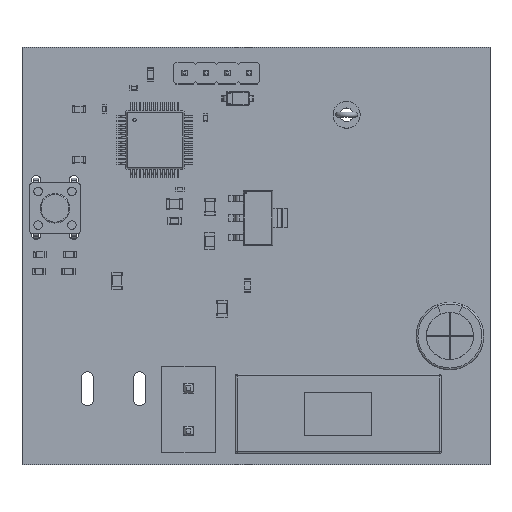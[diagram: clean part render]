
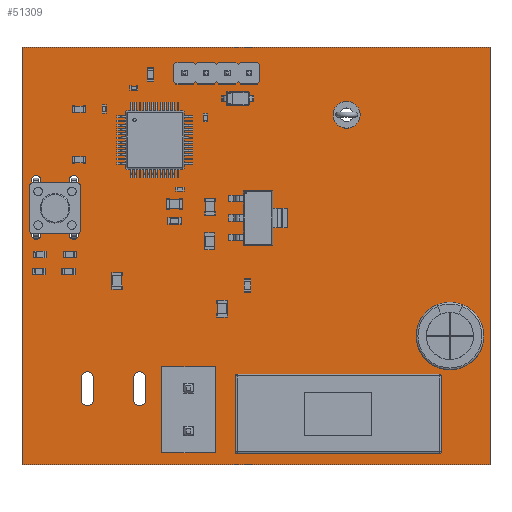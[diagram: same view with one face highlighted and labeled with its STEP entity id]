
A CAD part, top view. The second image highlights one B-rep face of the part: STEP entity #51309.
In plain terms, the highlighted planar face has unit normal (0, 0, 1).
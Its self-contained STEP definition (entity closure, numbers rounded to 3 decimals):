
#50960 = VERTEX_POINT('',#50961);
#50961 = CARTESIAN_POINT('',(20.5,200.,1.41));
#50967 = EDGE_CURVE('',#50960,#50968,#50970,.T.);
#50968 = VERTEX_POINT('',#50969);
#50969 = CARTESIAN_POINT('',(-35.,200.,1.41));
#50970 = LINE('',#50971,#50972);
#50971 = CARTESIAN_POINT('',(20.5,200.,1.41));
#50972 = VECTOR('',#50973,1.);
#50973 = DIRECTION('',(-1.,0.,0.));
#51000 = VERTEX_POINT('',#51001);
#51001 = CARTESIAN_POINT('',(20.5,249.5,1.41));
#51007 = EDGE_CURVE('',#51000,#50960,#51008,.T.);
#51008 = LINE('',#51009,#51010);
#51009 = CARTESIAN_POINT('',(20.5,249.5,1.41));
#51010 = VECTOR('',#51011,1.);
#51011 = DIRECTION('',(0.,-1.,0.));
#51029 = EDGE_CURVE('',#50968,#51030,#51032,.T.);
#51030 = VERTEX_POINT('',#51031);
#51031 = CARTESIAN_POINT('',(-35.,249.5,1.41));
#51032 = LINE('',#51033,#51034);
#51033 = CARTESIAN_POINT('',(-35.,200.,1.41));
#51034 = VECTOR('',#51035,1.);
#51035 = DIRECTION('',(0.,1.,0.));
#51309 = ADVANCED_FACE('',(#51310,#51321,#51357,#51368,#51404,#51415,
    #51426,#51437,#51448,#51459,#51470,#51481,#51492,#51503,#51514,
    #51525,#51536,#51547),#51558,.T.);
#51310 = FACE_BOUND('',#51311,.T.);
#51311 = EDGE_LOOP('',(#51312,#51313,#51314,#51320));
#51312 = ORIENTED_EDGE('',*,*,#50967,.F.);
#51313 = ORIENTED_EDGE('',*,*,#51007,.F.);
#51314 = ORIENTED_EDGE('',*,*,#51315,.F.);
#51315 = EDGE_CURVE('',#51030,#51000,#51316,.T.);
#51316 = LINE('',#51317,#51318);
#51317 = CARTESIAN_POINT('',(-35.,249.5,1.41));
#51318 = VECTOR('',#51319,1.);
#51319 = DIRECTION('',(1.,0.,0.));
#51320 = ORIENTED_EDGE('',*,*,#51029,.F.);
#51321 = FACE_BOUND('',#51322,.T.);
#51322 = EDGE_LOOP('',(#51323,#51334,#51342,#51351));
#51323 = ORIENTED_EDGE('',*,*,#51324,.T.);
#51324 = EDGE_CURVE('',#51325,#51327,#51329,.T.);
#51325 = VERTEX_POINT('',#51326);
#51326 = CARTESIAN_POINT('',(-26.5,207.74,1.41));
#51327 = VERTEX_POINT('',#51328);
#51328 = CARTESIAN_POINT('',(-28.,207.74,1.41));
#51329 = CIRCLE('',#51330,0.75);
#51330 = AXIS2_PLACEMENT_3D('',#51331,#51332,#51333);
#51331 = CARTESIAN_POINT('',(-27.25,207.74,1.41));
#51332 = DIRECTION('',(-0.,0.,-1.));
#51333 = DIRECTION('',(-1.,0.,0.));
#51334 = ORIENTED_EDGE('',*,*,#51335,.T.);
#51335 = EDGE_CURVE('',#51327,#51336,#51338,.T.);
#51336 = VERTEX_POINT('',#51337);
#51337 = CARTESIAN_POINT('',(-28.,210.26,1.41));
#51338 = LINE('',#51339,#51340);
#51339 = CARTESIAN_POINT('',(-28.,105.13,1.41));
#51340 = VECTOR('',#51341,1.);
#51341 = DIRECTION('',(-0.,1.,0.));
#51342 = ORIENTED_EDGE('',*,*,#51343,.T.);
#51343 = EDGE_CURVE('',#51336,#51344,#51346,.T.);
#51344 = VERTEX_POINT('',#51345);
#51345 = CARTESIAN_POINT('',(-26.5,210.26,1.41));
#51346 = CIRCLE('',#51347,0.75);
#51347 = AXIS2_PLACEMENT_3D('',#51348,#51349,#51350);
#51348 = CARTESIAN_POINT('',(-27.25,210.26,1.41));
#51349 = DIRECTION('',(0.,-0.,-1.));
#51350 = DIRECTION('',(1.,0.,-0.));
#51351 = ORIENTED_EDGE('',*,*,#51352,.T.);
#51352 = EDGE_CURVE('',#51344,#51325,#51353,.T.);
#51353 = LINE('',#51354,#51355);
#51354 = CARTESIAN_POINT('',(-26.5,103.87,1.41));
#51355 = VECTOR('',#51356,1.);
#51356 = DIRECTION('',(0.,-1.,0.));
#51357 = FACE_BOUND('',#51358,.T.);
#51358 = EDGE_LOOP('',(#51359));
#51359 = ORIENTED_EDGE('',*,*,#51360,.T.);
#51360 = EDGE_CURVE('',#51361,#51361,#51363,.T.);
#51361 = VERTEX_POINT('',#51362);
#51362 = CARTESIAN_POINT('',(-15.25,203.09,1.41));
#51363 = CIRCLE('',#51364,0.875);
#51364 = AXIS2_PLACEMENT_3D('',#51365,#51366,#51367);
#51365 = CARTESIAN_POINT('',(-15.25,203.965,1.41));
#51366 = DIRECTION('',(-0.,0.,-1.));
#51367 = DIRECTION('',(-0.,-1.,0.));
#51368 = FACE_BOUND('',#51369,.T.);
#51369 = EDGE_LOOP('',(#51370,#51381,#51389,#51398));
#51370 = ORIENTED_EDGE('',*,*,#51371,.T.);
#51371 = EDGE_CURVE('',#51372,#51374,#51376,.T.);
#51372 = VERTEX_POINT('',#51373);
#51373 = CARTESIAN_POINT('',(-20.3,207.74,1.41));
#51374 = VERTEX_POINT('',#51375);
#51375 = CARTESIAN_POINT('',(-21.8,207.74,1.41));
#51376 = CIRCLE('',#51377,0.75);
#51377 = AXIS2_PLACEMENT_3D('',#51378,#51379,#51380);
#51378 = CARTESIAN_POINT('',(-21.05,207.74,1.41));
#51379 = DIRECTION('',(-0.,0.,-1.));
#51380 = DIRECTION('',(-1.,0.,0.));
#51381 = ORIENTED_EDGE('',*,*,#51382,.T.);
#51382 = EDGE_CURVE('',#51374,#51383,#51385,.T.);
#51383 = VERTEX_POINT('',#51384);
#51384 = CARTESIAN_POINT('',(-21.8,210.26,1.41));
#51385 = LINE('',#51386,#51387);
#51386 = CARTESIAN_POINT('',(-21.8,105.13,1.41));
#51387 = VECTOR('',#51388,1.);
#51388 = DIRECTION('',(-0.,1.,0.));
#51389 = ORIENTED_EDGE('',*,*,#51390,.T.);
#51390 = EDGE_CURVE('',#51383,#51391,#51393,.T.);
#51391 = VERTEX_POINT('',#51392);
#51392 = CARTESIAN_POINT('',(-20.3,210.26,1.41));
#51393 = CIRCLE('',#51394,0.75);
#51394 = AXIS2_PLACEMENT_3D('',#51395,#51396,#51397);
#51395 = CARTESIAN_POINT('',(-21.05,210.26,1.41));
#51396 = DIRECTION('',(0.,-0.,-1.));
#51397 = DIRECTION('',(1.,0.,-0.));
#51398 = ORIENTED_EDGE('',*,*,#51399,.T.);
#51399 = EDGE_CURVE('',#51391,#51372,#51400,.T.);
#51400 = LINE('',#51401,#51402);
#51401 = CARTESIAN_POINT('',(-20.3,103.87,1.41));
#51402 = VECTOR('',#51403,1.);
#51403 = DIRECTION('',(0.,-1.,0.));
#51404 = FACE_BOUND('',#51405,.T.);
#51405 = EDGE_LOOP('',(#51406));
#51406 = ORIENTED_EDGE('',*,*,#51407,.T.);
#51407 = EDGE_CURVE('',#51408,#51408,#51410,.T.);
#51408 = VERTEX_POINT('',#51409);
#51409 = CARTESIAN_POINT('',(-15.25,208.17,1.41));
#51410 = CIRCLE('',#51411,0.875);
#51411 = AXIS2_PLACEMENT_3D('',#51412,#51413,#51414);
#51412 = CARTESIAN_POINT('',(-15.25,209.045,1.41));
#51413 = DIRECTION('',(-0.,0.,-1.));
#51414 = DIRECTION('',(-0.,-1.,0.));
#51415 = FACE_BOUND('',#51416,.T.);
#51416 = EDGE_LOOP('',(#51417));
#51417 = ORIENTED_EDGE('',*,*,#51418,.T.);
#51418 = EDGE_CURVE('',#51419,#51419,#51421,.T.);
#51419 = VERTEX_POINT('',#51420);
#51420 = CARTESIAN_POINT('',(-8.8,205.25,1.41));
#51421 = CIRCLE('',#51422,0.75);
#51422 = AXIS2_PLACEMENT_3D('',#51423,#51424,#51425);
#51423 = CARTESIAN_POINT('',(-8.8,206.,1.41));
#51424 = DIRECTION('',(-0.,0.,-1.));
#51425 = DIRECTION('',(-0.,-1.,0.));
#51426 = FACE_BOUND('',#51427,.T.);
#51427 = EDGE_LOOP('',(#51428));
#51428 = ORIENTED_EDGE('',*,*,#51429,.T.);
#51429 = EDGE_CURVE('',#51430,#51430,#51432,.T.);
#51430 = VERTEX_POINT('',#51431);
#51431 = CARTESIAN_POINT('',(13.8,205.25,1.41));
#51432 = CIRCLE('',#51433,0.75);
#51433 = AXIS2_PLACEMENT_3D('',#51434,#51435,#51436);
#51434 = CARTESIAN_POINT('',(13.8,206.,1.41));
#51435 = DIRECTION('',(-0.,0.,-1.));
#51436 = DIRECTION('',(-0.,-1.,0.));
#51437 = FACE_BOUND('',#51438,.T.);
#51438 = EDGE_LOOP('',(#51439));
#51439 = ORIENTED_EDGE('',*,*,#51440,.T.);
#51440 = EDGE_CURVE('',#51441,#51441,#51443,.T.);
#51441 = VERTEX_POINT('',#51442);
#51442 = CARTESIAN_POINT('',(15.75,213.1,1.41));
#51443 = CIRCLE('',#51444,0.4);
#51444 = AXIS2_PLACEMENT_3D('',#51445,#51446,#51447);
#51445 = CARTESIAN_POINT('',(15.75,213.5,1.41));
#51446 = DIRECTION('',(-0.,0.,-1.));
#51447 = DIRECTION('',(-0.,-1.,0.));
#51448 = FACE_BOUND('',#51449,.T.);
#51449 = EDGE_LOOP('',(#51450));
#51450 = ORIENTED_EDGE('',*,*,#51451,.T.);
#51451 = EDGE_CURVE('',#51452,#51452,#51454,.T.);
#51452 = VERTEX_POINT('',#51453);
#51453 = CARTESIAN_POINT('',(15.75,216.6,1.41));
#51454 = CIRCLE('',#51455,0.4);
#51455 = AXIS2_PLACEMENT_3D('',#51456,#51457,#51458);
#51456 = CARTESIAN_POINT('',(15.75,217.,1.41));
#51457 = DIRECTION('',(-0.,0.,-1.));
#51458 = DIRECTION('',(-0.,-1.,0.));
#51459 = FACE_BOUND('',#51460,.T.);
#51460 = EDGE_LOOP('',(#51461));
#51461 = ORIENTED_EDGE('',*,*,#51462,.T.);
#51462 = EDGE_CURVE('',#51463,#51463,#51465,.T.);
#51463 = VERTEX_POINT('',#51464);
#51464 = CARTESIAN_POINT('',(-33.338,226.7,1.41));
#51465 = CIRCLE('',#51466,0.55);
#51466 = AXIS2_PLACEMENT_3D('',#51467,#51468,#51469);
#51467 = CARTESIAN_POINT('',(-33.338,227.25,1.41));
#51468 = DIRECTION('',(-0.,0.,-1.));
#51469 = DIRECTION('',(0.,-1.,-0.));
#51470 = FACE_BOUND('',#51471,.T.);
#51471 = EDGE_LOOP('',(#51472));
#51472 = ORIENTED_EDGE('',*,*,#51473,.T.);
#51473 = EDGE_CURVE('',#51474,#51474,#51476,.T.);
#51474 = VERTEX_POINT('',#51475);
#51475 = CARTESIAN_POINT('',(-28.838,226.7,1.41));
#51476 = CIRCLE('',#51477,0.55);
#51477 = AXIS2_PLACEMENT_3D('',#51478,#51479,#51480);
#51478 = CARTESIAN_POINT('',(-28.838,227.25,1.41));
#51479 = DIRECTION('',(-0.,0.,-1.));
#51480 = DIRECTION('',(-0.,-1.,0.));
#51481 = FACE_BOUND('',#51482,.T.);
#51482 = EDGE_LOOP('',(#51483));
#51483 = ORIENTED_EDGE('',*,*,#51484,.T.);
#51484 = EDGE_CURVE('',#51485,#51485,#51487,.T.);
#51485 = VERTEX_POINT('',#51486);
#51486 = CARTESIAN_POINT('',(-33.338,233.2,1.41));
#51487 = CIRCLE('',#51488,0.55);
#51488 = AXIS2_PLACEMENT_3D('',#51489,#51490,#51491);
#51489 = CARTESIAN_POINT('',(-33.338,233.75,1.41));
#51490 = DIRECTION('',(-0.,0.,-1.));
#51491 = DIRECTION('',(0.,-1.,-0.));
#51492 = FACE_BOUND('',#51493,.T.);
#51493 = EDGE_LOOP('',(#51494));
#51494 = ORIENTED_EDGE('',*,*,#51495,.T.);
#51495 = EDGE_CURVE('',#51496,#51496,#51498,.T.);
#51496 = VERTEX_POINT('',#51497);
#51497 = CARTESIAN_POINT('',(-28.838,233.2,1.41));
#51498 = CIRCLE('',#51499,0.55);
#51499 = AXIS2_PLACEMENT_3D('',#51500,#51501,#51502);
#51500 = CARTESIAN_POINT('',(-28.838,233.75,1.41));
#51501 = DIRECTION('',(-0.,0.,-1.));
#51502 = DIRECTION('',(-0.,-1.,0.));
#51503 = FACE_BOUND('',#51504,.T.);
#51504 = EDGE_LOOP('',(#51505));
#51505 = ORIENTED_EDGE('',*,*,#51506,.T.);
#51506 = EDGE_CURVE('',#51507,#51507,#51509,.T.);
#51507 = VERTEX_POINT('',#51508);
#51508 = CARTESIAN_POINT('',(-15.723,245.913,1.41));
#51509 = CIRCLE('',#51510,0.5);
#51510 = AXIS2_PLACEMENT_3D('',#51511,#51512,#51513);
#51511 = CARTESIAN_POINT('',(-15.723,246.413,1.41));
#51512 = DIRECTION('',(-0.,0.,-1.));
#51513 = DIRECTION('',(-0.,-1.,0.));
#51514 = FACE_BOUND('',#51515,.T.);
#51515 = EDGE_LOOP('',(#51516));
#51516 = ORIENTED_EDGE('',*,*,#51517,.T.);
#51517 = EDGE_CURVE('',#51518,#51518,#51520,.T.);
#51518 = VERTEX_POINT('',#51519);
#51519 = CARTESIAN_POINT('',(-13.183,245.913,1.41));
#51520 = CIRCLE('',#51521,0.5);
#51521 = AXIS2_PLACEMENT_3D('',#51522,#51523,#51524);
#51522 = CARTESIAN_POINT('',(-13.183,246.413,1.41));
#51523 = DIRECTION('',(-0.,0.,-1.));
#51524 = DIRECTION('',(-0.,-1.,0.));
#51525 = FACE_BOUND('',#51526,.T.);
#51526 = EDGE_LOOP('',(#51527));
#51527 = ORIENTED_EDGE('',*,*,#51528,.T.);
#51528 = EDGE_CURVE('',#51529,#51529,#51531,.T.);
#51529 = VERTEX_POINT('',#51530);
#51530 = CARTESIAN_POINT('',(-10.643,245.913,1.41));
#51531 = CIRCLE('',#51532,0.5);
#51532 = AXIS2_PLACEMENT_3D('',#51533,#51534,#51535);
#51533 = CARTESIAN_POINT('',(-10.643,246.413,1.41));
#51534 = DIRECTION('',(-0.,0.,-1.));
#51535 = DIRECTION('',(-0.,-1.,0.));
#51536 = FACE_BOUND('',#51537,.T.);
#51537 = EDGE_LOOP('',(#51538));
#51538 = ORIENTED_EDGE('',*,*,#51539,.T.);
#51539 = EDGE_CURVE('',#51540,#51540,#51542,.T.);
#51540 = VERTEX_POINT('',#51541);
#51541 = CARTESIAN_POINT('',(-8.103,245.913,1.41));
#51542 = CIRCLE('',#51543,0.5);
#51543 = AXIS2_PLACEMENT_3D('',#51544,#51545,#51546);
#51544 = CARTESIAN_POINT('',(-8.103,246.413,1.41));
#51545 = DIRECTION('',(-0.,0.,-1.));
#51546 = DIRECTION('',(-0.,-1.,0.));
#51547 = FACE_BOUND('',#51548,.T.);
#51548 = EDGE_LOOP('',(#51549));
#51549 = ORIENTED_EDGE('',*,*,#51550,.T.);
#51550 = EDGE_CURVE('',#51551,#51551,#51553,.T.);
#51551 = VERTEX_POINT('',#51552);
#51552 = CARTESIAN_POINT('',(3.5,240.7,1.41));
#51553 = CIRCLE('',#51554,0.8);
#51554 = AXIS2_PLACEMENT_3D('',#51555,#51556,#51557);
#51555 = CARTESIAN_POINT('',(3.5,241.5,1.41));
#51556 = DIRECTION('',(-0.,0.,-1.));
#51557 = DIRECTION('',(-0.,-1.,0.));
#51558 = PLANE('',#51559);
#51559 = AXIS2_PLACEMENT_3D('',#51560,#51561,#51562);
#51560 = CARTESIAN_POINT('',(0.,0.,1.41));
#51561 = DIRECTION('',(0.,0.,1.));
#51562 = DIRECTION('',(1.,0.,-0.));
